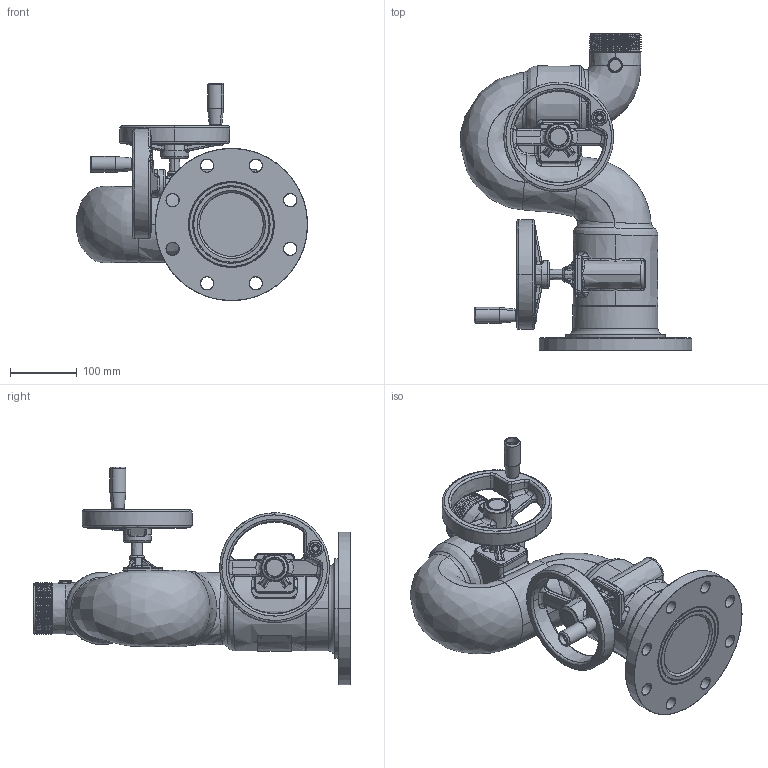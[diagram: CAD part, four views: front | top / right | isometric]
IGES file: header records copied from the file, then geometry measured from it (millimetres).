
Start section: SolidWorks IGES file using analytic representation for surfaces
Global section: file name: Vulcan-8500-03 wo nozzle.IGS; native system: SolidWorks 2010; preprocessor: SolidWorks 2010; author: Rick; date: 100719.104921; units: inch
Bounding box: 346.58 x 475.42 x 325.93 mm (x, y, z)
Surface area: 633716.4 mm2 (no closed solid volume)
Topology: 0 solids, 0 shells, 1380 faces, 18536 edges, 18478 vertices
Faces by surface type: bspline 851, revolution 529
